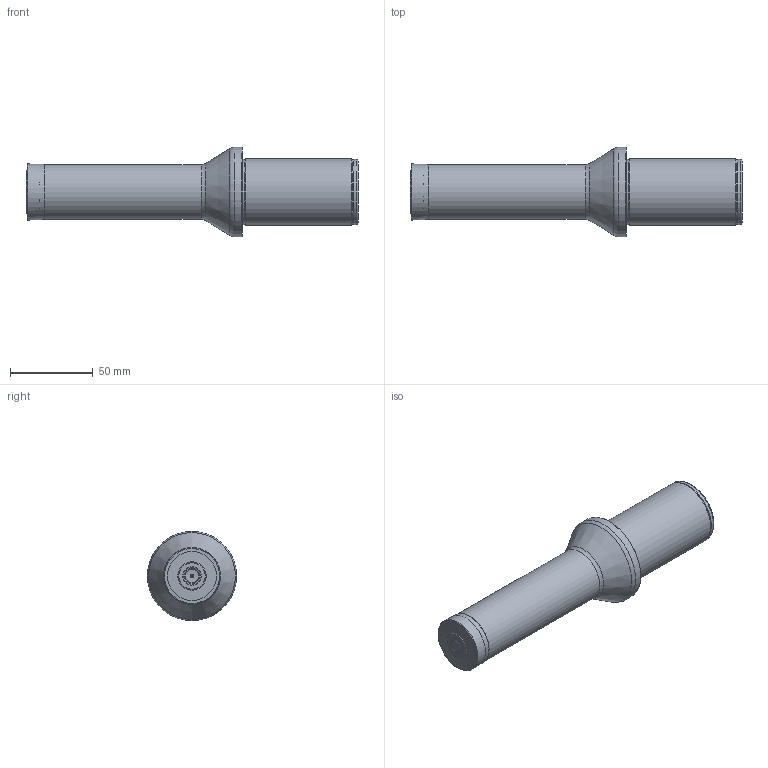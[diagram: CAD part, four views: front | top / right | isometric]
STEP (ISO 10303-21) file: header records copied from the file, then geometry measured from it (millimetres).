
FILE_DESCRIPTION(/* description */ (''),/* implementation_level */ '2;1');
FILE_NAME(/* name */ 'ATUM-34XD3-880-0604...stp',/* time_stamp */ '2023-12-11T01:06:15+03:00',/* author */ (''),/* organization */ (''),/* preprocessor_version */ 'ST-DEVELOPER v19.4',/* originating_system */ 'SIEMENS PLM Software NX2306.3001',/* authorisation */ '');
FILE_SCHEMA (('AUTOMOTIVE_DESIGN { 1 0 10303 214 3 1 1 1 }'));
Length unit declared in the file: millimetre
Products named in the file (1): STP_ATUM 34XD3 880-0604..
Bounding box: 201.02 x 54 x 54 mm (x, y, z)
Volume: 228590.3 mm3; surface area: 29452 mm2
Topology: 2 solids, 2 shells, 44 faces, 98 edges, 61 vertices
Faces by surface type: revolution 19, torus 8, plane 7, cylinder 5, cone 5
Full cylindrical faces by diameter (mm): 33 x1, 39.5 x2, 40 x1, 54 x1
Entity records: 977 total; most frequent: CARTESIAN_POINT 178, DIRECTION 176, EDGE_LOOP 84, ORIENTED_EDGE 84, FACE_BOUND 80, AXIS2_PLACEMENT_3D 74, ADVANCED_FACE 44, VERTEX_POINT 42
